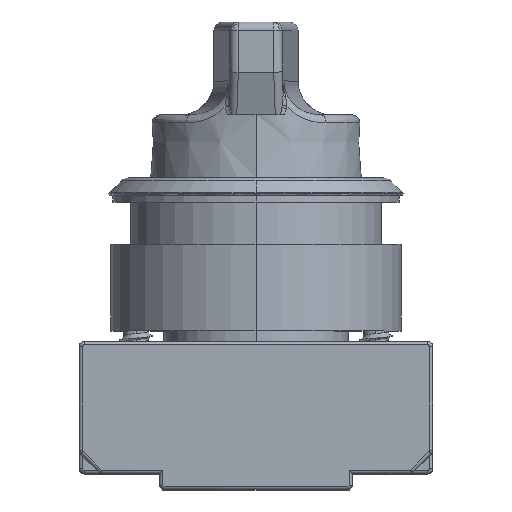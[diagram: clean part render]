
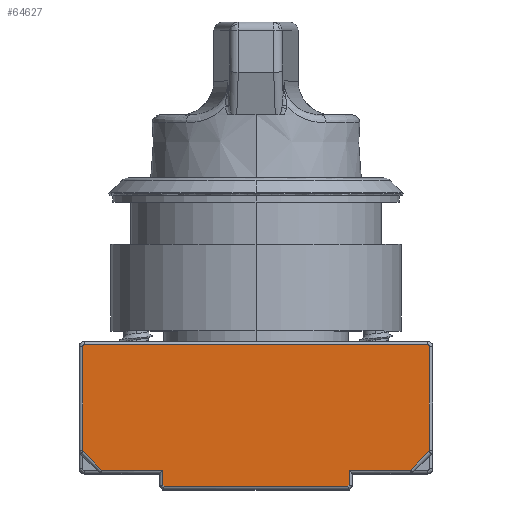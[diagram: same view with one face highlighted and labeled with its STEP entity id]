
A CAD part, top view. The second image highlights one B-rep face of the part: STEP entity #64627.
In plain terms, the highlighted planar face has unit normal (0, 0, 1).
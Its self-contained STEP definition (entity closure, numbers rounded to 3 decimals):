
#1069 = VECTOR ( 'NONE', #58377, 1000. ) ;
#1106 = CARTESIAN_POINT ( 'NONE',  ( 20.6, -29.657, 14.9 ) ) ;
#1232 = ORIENTED_EDGE ( 'NONE', *, *, #43997, .T. ) ;
#1705 = CARTESIAN_POINT ( 'NONE',  ( 20.6, -16.65, 14.9 ) ) ;
#2043 = DIRECTION ( 'NONE',  ( 0.707, -0.707, 0. ) ) ;
#2364 = VECTOR ( 'NONE', #8043, 1000. ) ;
#2919 = DIRECTION ( 'NONE',  ( 0.707, 0.707, 0. ) ) ;
#3017 = CARTESIAN_POINT ( 'NONE',  ( 20.6, -17.195, 14.9 ) ) ;
#3088 = CARTESIAN_POINT ( 'NONE',  ( -20.541, -29.743, 14.9 ) ) ;
#3185 = PLANE ( 'NONE',  #31144 ) ;
#6714 = CARTESIAN_POINT ( 'NONE',  ( -18.334, -31.95, 14.9 ) ) ;
#8043 = DIRECTION ( 'NONE',  ( 0., -1., 0. ) ) ;
#8100 = VECTOR ( 'NONE', #26492, 1000. ) ;
#8770 = DIRECTION ( 'NONE',  ( 0.707, -0.707, 0. ) ) ;
#10706 = CARTESIAN_POINT ( 'NONE',  ( -20.4, -17.05, 14.9 ) ) ;
#12649 = LINE ( 'NONE', #31273, #16471 ) ;
#13311 = CARTESIAN_POINT ( 'NONE',  ( 20.6, -17.25, 14.9 ) ) ;
#13946 = CARTESIAN_POINT ( 'NONE',  ( 18.334, -31.95, 14.9 ) ) ;
#14144 = CARTESIAN_POINT ( 'NONE',  ( -11.05, -16.65, 14.9 ) ) ;
#14703 = LINE ( 'NONE', #13946, #8100 ) ;
#15942 = CARTESIAN_POINT ( 'NONE',  ( 11.05, -16.65, 14.9 ) ) ;
#16175 = ORIENTED_EDGE ( 'NONE', *, *, #47239, .F. ) ;
#16471 = VECTOR ( 'NONE', #54023, 1000. ) ;
#17490 = CARTESIAN_POINT ( 'NONE',  ( 11.05, -33.684, 14.9 ) ) ;
#18634 = EDGE_LOOP ( 'NONE', ( #42830, #50719, #19333, #20063, #49848, #26718, #40205, #63823, #32775, #67967, #71770, #1232, #35548, #54202, #16175, #19621 ) ) ;
#18682 = LINE ( 'NONE', #25140, #41054 ) ;
#19333 = ORIENTED_EDGE ( 'NONE', *, *, #68536, .T. ) ;
#19471 = CARTESIAN_POINT ( 'NONE',  ( -75.751, -31.95, 14.9 ) ) ;
#19621 = ORIENTED_EDGE ( 'NONE', *, *, #27435, .T. ) ;
#19714 = CARTESIAN_POINT ( 'NONE',  ( 20.6, -29.601, 14.9 ) ) ;
#20063 = ORIENTED_EDGE ( 'NONE', *, *, #28132, .T. ) ;
#20124 = CARTESIAN_POINT ( 'NONE',  ( 20.6, -29.601, 14.9 ) ) ;
#20164 = VECTOR ( 'NONE', #42636, 1000. ) ;
#20581 = EDGE_CURVE ( 'NONE', #30896, #70741, #27184, .T. ) ;
#22521 = CARTESIAN_POINT ( 'NONE',  ( 18.334, -31.95, 14.9 ) ) ;
#24095 = EDGE_CURVE ( 'NONE', #30802, #52764, #70676, .T. ) ;
#24217 = CARTESIAN_POINT ( 'NONE',  ( 10.884, -33.85, 14.9 ) ) ;
#25140 = CARTESIAN_POINT ( 'NONE',  ( -20.6, -16.65, 14.9 ) ) ;
#25495 = CARTESIAN_POINT ( 'NONE',  ( -11.05, -33.684, 14.9 ) ) ;
#25541 = LINE ( 'NONE', #19471, #20164 ) ;
#25930 = EDGE_CURVE ( 'NONE', #33677, #73651, #59488, .T. ) ;
#26210 = CARTESIAN_POINT ( 'NONE',  ( 20.456, -17.05, 14.9 ) ) ;
#26375 = DIRECTION ( 'NONE',  ( 0., 0., 1. ) ) ;
#26492 = DIRECTION ( 'NONE',  ( 0.707, 0.707, 0. ) ) ;
#26718 = ORIENTED_EDGE ( 'NONE', *, *, #33913, .T. ) ;
#27184 = LINE ( 'NONE', #62497, #65941 ) ;
#27247 = CARTESIAN_POINT ( 'NONE',  ( -11.05, -31.95, 14.9 ) ) ;
#27435 = EDGE_CURVE ( 'NONE', #54532, #62436, #42631, .T. ) ;
#28132 = EDGE_CURVE ( 'NONE', #70318, #30850, #73697, .T. ) ;
#30093 = B_SPLINE_CURVE_WITH_KNOTS ( 'NONE', 3,
 ( #13311, #3017, #65720, #66487, #26210, #59647 ),
 .UNSPECIFIED., .F., .F.,
 ( 4, 2, 4 ),
 ( 0., 0.5, 1. ),
 .UNSPECIFIED. ) ;
#30214 = CARTESIAN_POINT ( 'NONE',  ( -20.541, -29.743, 14.9 ) ) ;
#30573 = CARTESIAN_POINT ( 'NONE',  ( -20.58, -17.147, 14.9 ) ) ;
#30802 = VERTEX_POINT ( 'NONE', #10706 ) ;
#30850 = VERTEX_POINT ( 'NONE', #43596 ) ;
#30874 = VERTEX_POINT ( 'NONE', #46756 ) ;
#30896 = VERTEX_POINT ( 'NONE', #60315 ) ;
#31140 = CARTESIAN_POINT ( 'NONE',  ( 20.58, -29.704, 14.9 ) ) ;
#31144 = AXIS2_PLACEMENT_3D ( 'NONE', #73086, #26375, #60189 ) ;
#31273 = CARTESIAN_POINT ( 'NONE',  ( -75.751, -31.95, 14.9 ) ) ;
#31834 = LINE ( 'NONE', #54968, #64203 ) ;
#32153 = DIRECTION ( 'NONE',  ( 1., 0., 0. ) ) ;
#32385 = CARTESIAN_POINT ( 'NONE',  ( -20.6, -29.601, 14.9 ) ) ;
#32695 = DIRECTION ( 'NONE',  ( 0., 1., 0. ) ) ;
#32775 = ORIENTED_EDGE ( 'NONE', *, *, #61771, .T. ) ;
#33677 = VERTEX_POINT ( 'NONE', #20124 ) ;
#33870 = B_SPLINE_CURVE_WITH_KNOTS ( 'NONE', 3,
 ( #37200, #31140, #1106, #19714 ),
 .UNSPECIFIED., .F., .F.,
 ( 4, 4 ),
 ( 0., 1. ),
 .UNSPECIFIED. ) ;
#33913 = EDGE_CURVE ( 'NONE', #57117, #65385, #14703, .T. ) ;
#35548 = ORIENTED_EDGE ( 'NONE', *, *, #45006, .T. ) ;
#35889 = CARTESIAN_POINT ( 'NONE',  ( -20.6, -17.194, 14.9 ) ) ;
#36543 = DIRECTION ( 'NONE',  ( 0., -1., 0. ) ) ;
#37200 = CARTESIAN_POINT ( 'NONE',  ( 20.541, -29.743, 14.9 ) ) ;
#38051 = CARTESIAN_POINT ( 'NONE',  ( -20.6, -29.657, 14.9 ) ) ;
#38981 = CARTESIAN_POINT ( 'NONE',  ( -20.541, -29.743, 14.9 ) ) ;
#40205 = ORIENTED_EDGE ( 'NONE', *, *, #60027, .T. ) ;
#40991 = EDGE_CURVE ( 'NONE', #60600, #73342, #59433, .T. ) ;
#41054 = VECTOR ( 'NONE', #36543, 1000. ) ;
#41434 = CARTESIAN_POINT ( 'NONE',  ( -11.05, -33.684, 14.9 ) ) ;
#41949 = CARTESIAN_POINT ( 'NONE',  ( -20.4, -17.05, 14.9 ) ) ;
#42631 = LINE ( 'NONE', #14144, #2364 ) ;
#42636 = DIRECTION ( 'NONE',  ( -1., 0., 0. ) ) ;
#42830 = ORIENTED_EDGE ( 'NONE', *, *, #56615, .T. ) ;
#43596 = CARTESIAN_POINT ( 'NONE',  ( 11.05, -31.95, 14.9 ) ) ;
#43997 = EDGE_CURVE ( 'NONE', #30874, #71204, #18682, .T. ) ;
#45006 = EDGE_CURVE ( 'NONE', #71204, #60600, #60861, .T. ) ;
#46703 = VECTOR ( 'NONE', #8770, 1000. ) ;
#46756 = CARTESIAN_POINT ( 'NONE',  ( -20.6, -17.25, 14.9 ) ) ;
#47169 = EDGE_CURVE ( 'NONE', #57117, #30850, #12649, .T. ) ;
#47239 = EDGE_CURVE ( 'NONE', #54532, #73342, #25541, .T. ) ;
#47503 = DIRECTION ( 'NONE',  ( 1., 0., 0. ) ) ;
#49848 = ORIENTED_EDGE ( 'NONE', *, *, #47169, .F. ) ;
#50719 = ORIENTED_EDGE ( 'NONE', *, *, #20581, .T. ) ;
#52764 = VERTEX_POINT ( 'NONE', #58172 ) ;
#52872 = VECTOR ( 'NONE', #2043, 1000. ) ;
#53690 = CARTESIAN_POINT ( 'NONE',  ( 20.6, -17.25, 14.9 ) ) ;
#53721 = B_SPLINE_CURVE_WITH_KNOTS ( 'NONE', 3,
 ( #41949, #65137, #65509, #30573, #35889, #54086 ),
 .UNSPECIFIED., .F., .F.,
 ( 4, 2, 4 ),
 ( 0., 0.5, 1. ),
 .UNSPECIFIED. ) ;
#54023 = DIRECTION ( 'NONE',  ( -1., 0., 0. ) ) ;
#54086 = CARTESIAN_POINT ( 'NONE',  ( -20.6, -17.25, 14.9 ) ) ;
#54202 = ORIENTED_EDGE ( 'NONE', *, *, #40991, .T. ) ;
#54532 = VERTEX_POINT ( 'NONE', #27247 ) ;
#54968 = CARTESIAN_POINT ( 'NONE',  ( 10.884, -33.85, 14.9 ) ) ;
#55535 = CARTESIAN_POINT ( 'NONE',  ( -20.58, -29.704, 14.9 ) ) ;
#56615 = EDGE_CURVE ( 'NONE', #62436, #30896, #72211, .T. ) ;
#57117 = VERTEX_POINT ( 'NONE', #22521 ) ;
#57386 = VECTOR ( 'NONE', #47503, 1000. ) ;
#58172 = CARTESIAN_POINT ( 'NONE',  ( 20.4, -17.05, 14.9 ) ) ;
#58377 = DIRECTION ( 'NONE',  ( 0., 1., 0. ) ) ;
#59433 = LINE ( 'NONE', #30214, #52872 ) ;
#59488 = LINE ( 'NONE', #1705, #1069 ) ;
#59647 = CARTESIAN_POINT ( 'NONE',  ( 20.4, -17.05, 14.9 ) ) ;
#60027 = EDGE_CURVE ( 'NONE', #65385, #33677, #33870, .T. ) ;
#60189 = DIRECTION ( 'NONE',  ( 1., 0., 0. ) ) ;
#60315 = CARTESIAN_POINT ( 'NONE',  ( -10.884, -33.85, 14.9 ) ) ;
#60600 = VERTEX_POINT ( 'NONE', #38981 ) ;
#60724 = EDGE_CURVE ( 'NONE', #30802, #30874, #53721, .T. ) ;
#60861 = B_SPLINE_CURVE_WITH_KNOTS ( 'NONE', 3,
 ( #32385, #38051, #55535, #3088 ),
 .UNSPECIFIED., .F., .F.,
 ( 4, 4 ),
 ( 0., 1. ),
 .UNSPECIFIED. ) ;
#61313 = CARTESIAN_POINT ( 'NONE',  ( -20.6, -29.601, 14.9 ) ) ;
#61771 = EDGE_CURVE ( 'NONE', #73651, #52764, #30093, .T. ) ;
#62436 = VERTEX_POINT ( 'NONE', #41434 ) ;
#62497 = CARTESIAN_POINT ( 'NONE',  ( 0., -33.85, 14.9 ) ) ;
#63823 = ORIENTED_EDGE ( 'NONE', *, *, #25930, .T. ) ;
#64203 = VECTOR ( 'NONE', #2919, 1000. ) ;
#64627 = ADVANCED_FACE ( 'NONE', ( #71949 ), #3185, .T. ) ;
#65137 = CARTESIAN_POINT ( 'NONE',  ( -20.455, -17.05, 14.9 ) ) ;
#65385 = VERTEX_POINT ( 'NONE', #70942 ) ;
#65509 = CARTESIAN_POINT ( 'NONE',  ( -20.502, -17.07, 14.9 ) ) ;
#65720 = CARTESIAN_POINT ( 'NONE',  ( 20.58, -17.148, 14.9 ) ) ;
#65941 = VECTOR ( 'NONE', #32153, 1000. ) ;
#66487 = CARTESIAN_POINT ( 'NONE',  ( 20.503, -17.07, 14.9 ) ) ;
#67967 = ORIENTED_EDGE ( 'NONE', *, *, #24095, .F. ) ;
#68536 = EDGE_CURVE ( 'NONE', #70741, #70318, #31834, .T. ) ;
#69298 = CARTESIAN_POINT ( 'NONE',  ( 20.418, -17.05, 14.9 ) ) ;
#70251 = VECTOR ( 'NONE', #32695, 1000. ) ;
#70318 = VERTEX_POINT ( 'NONE', #17490 ) ;
#70676 = LINE ( 'NONE', #69298, #57386 ) ;
#70741 = VERTEX_POINT ( 'NONE', #24217 ) ;
#70942 = CARTESIAN_POINT ( 'NONE',  ( 20.541, -29.743, 14.9 ) ) ;
#71204 = VERTEX_POINT ( 'NONE', #61313 ) ;
#71770 = ORIENTED_EDGE ( 'NONE', *, *, #60724, .T. ) ;
#71949 = FACE_OUTER_BOUND ( 'NONE', #18634, .T. ) ;
#72211 = LINE ( 'NONE', #25495, #46703 ) ;
#73086 = CARTESIAN_POINT ( 'NONE',  ( 0., -16.65, 14.9 ) ) ;
#73342 = VERTEX_POINT ( 'NONE', #6714 ) ;
#73651 = VERTEX_POINT ( 'NONE', #53690 ) ;
#73697 = LINE ( 'NONE', #15942, #70251 ) ;
